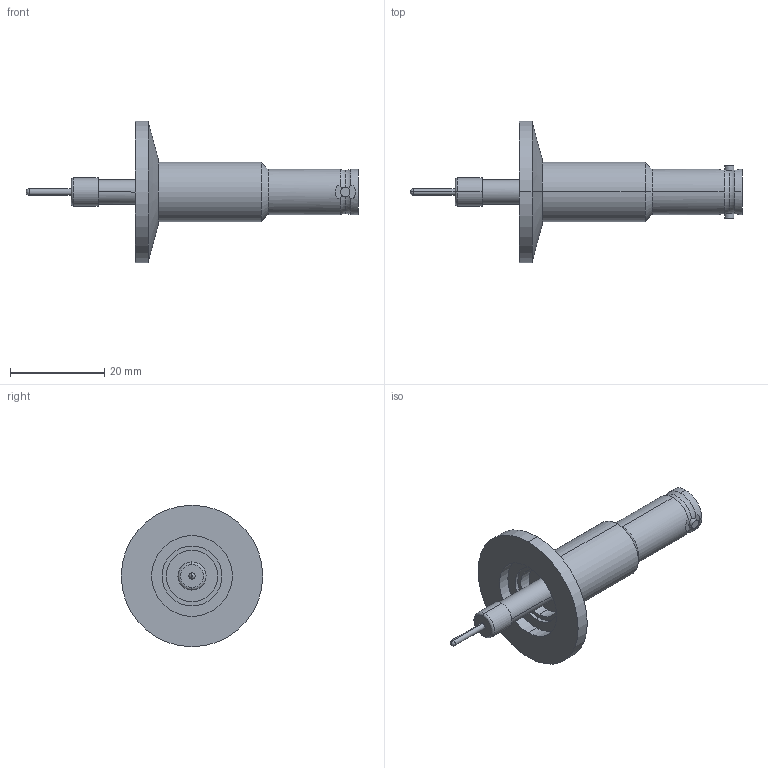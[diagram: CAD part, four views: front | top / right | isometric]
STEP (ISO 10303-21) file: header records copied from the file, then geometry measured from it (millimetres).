
FILE_DESCRIPTION (( 'STEP AP203' ), '1' );
FILE_NAME ('9233017LC.STEP', '2019-10-09T19:05:53', ( '' ), ( '' ), 'SwSTEP 2.0', 'SolidWorks 2018', '' );
FILE_SCHEMA (( 'CONFIG_CONTROL_DESIGN' ));
Length unit declared in the file: inch
Products named in the file (1): 9233017LC
Bounding box: 70.36 x 29.97 x 29.97 mm (x, y, z)
Volume: 5740.9 mm3; surface area: 4725.5 mm2
Topology: 1 solids, 1 shells, 81 faces, 181 edges, 113 vertices
Faces by surface type: cylinder 38, plane 19, torus 12, cone 12
Entity records: 2495 total; most frequent: CARTESIAN_POINT 572, DIRECTION 420, ORIENTED_EDGE 362, AXIS2_PLACEMENT_3D 183, EDGE_CURVE 181, VERTEX_POINT 113, CIRCLE 101, EDGE_LOOP 92
